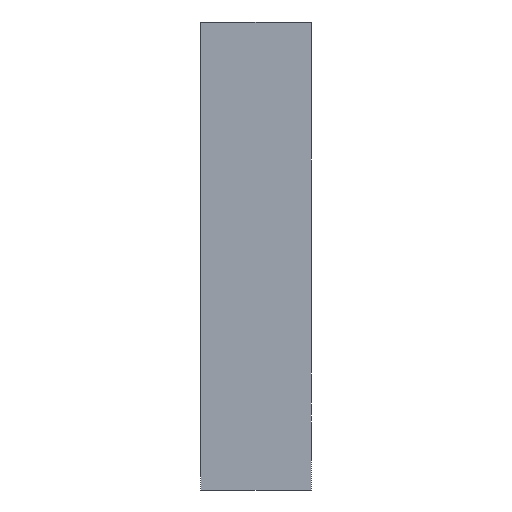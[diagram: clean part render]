
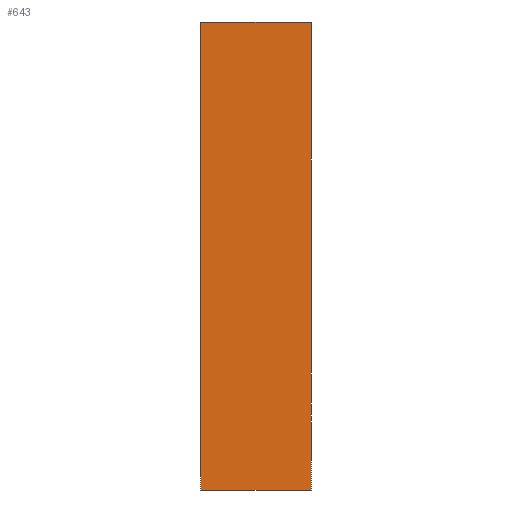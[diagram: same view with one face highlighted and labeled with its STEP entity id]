
A CAD part, left-side view. The second image highlights one B-rep face of the part: STEP entity #643.
In plain terms, the highlighted planar face has unit normal (-1, 0, 0).
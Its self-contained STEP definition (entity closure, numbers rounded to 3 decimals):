
#50 = PLANE ( 'NONE',  #1167 ) ;
#107 = VECTOR ( 'NONE', #1411, 1000. ) ;
#112 = EDGE_CURVE ( 'NONE', #342, #1240, #1541, .T. ) ;
#143 = DIRECTION ( 'NONE',  ( 0., 0., 1. ) ) ;
#153 = ORIENTED_EDGE ( 'NONE', *, *, #112, .F. ) ;
#157 = CARTESIAN_POINT ( 'NONE',  ( -70., 17., -36. ) ) ;
#176 = ORIENTED_EDGE ( 'NONE', *, *, #1083, .T. ) ;
#322 = DIRECTION ( 'NONE',  ( 1., 0., 0. ) ) ;
#326 = ORIENTED_EDGE ( 'NONE', *, *, #1463, .F. ) ;
#342 = VERTEX_POINT ( 'NONE', #989 ) ;
#350 = CARTESIAN_POINT ( 'NONE',  ( -70., 17., 36. ) ) ;
#437 = VECTOR ( 'NONE', #143, 1000. ) ;
#534 = VERTEX_POINT ( 'NONE', #1123 ) ;
#602 = DIRECTION ( 'NONE',  ( 0., -1., 0. ) ) ;
#643 = ADVANCED_FACE ( 'NONE', ( #1557 ), #50, .F. ) ;
#721 = VECTOR ( 'NONE', #602, 1000. ) ;
#799 = EDGE_CURVE ( 'NONE', #342, #534, #1214, .T. ) ;
#906 = CARTESIAN_POINT ( 'NONE',  ( -70., 0., -36. ) ) ;
#989 = CARTESIAN_POINT ( 'NONE',  ( -70., 17., -36. ) ) ;
#1047 = VERTEX_POINT ( 'NONE', #1304 ) ;
#1083 = EDGE_CURVE ( 'NONE', #534, #1047, #1285, .T. ) ;
#1112 = VECTOR ( 'NONE', #1476, 1000. ) ;
#1123 = CARTESIAN_POINT ( 'NONE',  ( -70., 0., -36. ) ) ;
#1163 = DIRECTION ( 'NONE',  ( 0., 0., -1. ) ) ;
#1167 = AXIS2_PLACEMENT_3D ( 'NONE', #157, #322, #1163 ) ;
#1214 = LINE ( 'NONE', #1229, #721 ) ;
#1229 = CARTESIAN_POINT ( 'NONE',  ( -70., 17., -36. ) ) ;
#1236 = CARTESIAN_POINT ( 'NONE',  ( -70., 17., 36. ) ) ;
#1240 = VERTEX_POINT ( 'NONE', #1236 ) ;
#1254 = ORIENTED_EDGE ( 'NONE', *, *, #799, .T. ) ;
#1268 = EDGE_LOOP ( 'NONE', ( #176, #326, #153, #1254 ) ) ;
#1274 = CARTESIAN_POINT ( 'NONE',  ( -70., 17., -36. ) ) ;
#1285 = LINE ( 'NONE', #906, #107 ) ;
#1304 = CARTESIAN_POINT ( 'NONE',  ( -70., 0., 36. ) ) ;
#1411 = DIRECTION ( 'NONE',  ( 0., 0., 1. ) ) ;
#1463 = EDGE_CURVE ( 'NONE', #1240, #1047, #1600, .T. ) ;
#1476 = DIRECTION ( 'NONE',  ( 0., -1., 0. ) ) ;
#1541 = LINE ( 'NONE', #1274, #437 ) ;
#1557 = FACE_OUTER_BOUND ( 'NONE', #1268, .T. ) ;
#1600 = LINE ( 'NONE', #350, #1112 ) ;
